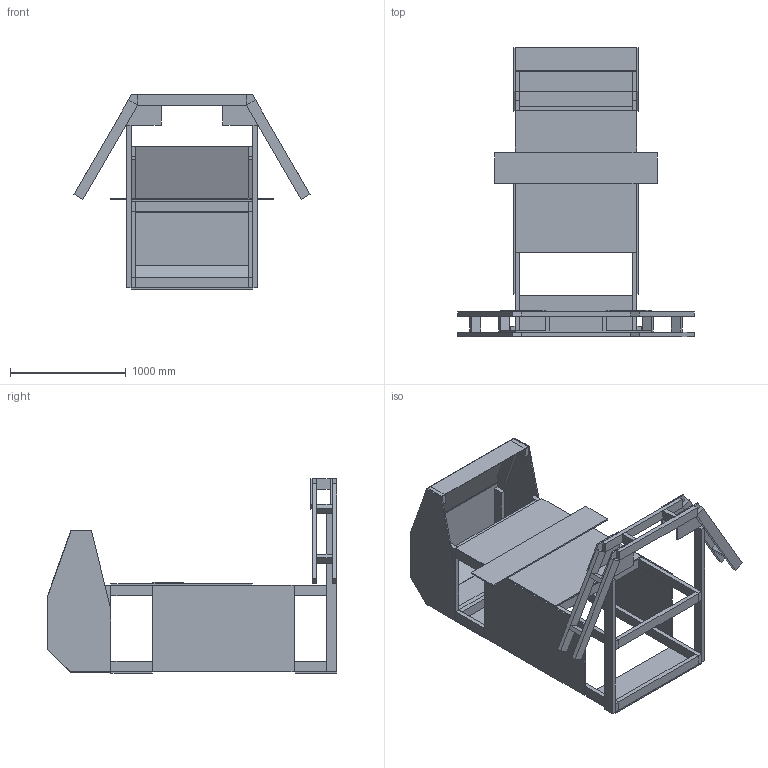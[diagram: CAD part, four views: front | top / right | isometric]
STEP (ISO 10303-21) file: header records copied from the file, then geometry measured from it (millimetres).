
FILE_DESCRIPTION (( 'STEP AP214' ), '1' );
FILE_NAME ('TE-24300.STEP', '2023-12-21T22:47:36', ( '' ), ( '' ), 'SwSTEP 2.0', 'SolidWorks 2022', '' );
FILE_SCHEMA (( 'AUTOMOTIVE_DESIGN' ));
Length unit declared in the file: inch
Products named in the file (33): TE-24306; TE-24317; TE-24309; TE-24321; TE-24323; TE-24333; TE-24334; TE-24308; TE-24322; TE-24304; TE-24316; TE-24305; TE-24315; TE-24324; TE-24330; TE-24318; TE-24327; TE-24331; TE-24332; TE-24313; TE-24301; TE-24300; TE-24319; TE-24320; TE-24307; TE-24303; TE-24302; TE-24325; TE-24312; TE-24311; TE-24326; TE-24314; TE-24310
Assembly tree (59 placements, depth 4):
  TE-24300
    TE-24301
      TE-24303  x2
      TE-24304  x3
      TE-24305
    TE-24302
      TE-24304  x2
      TE-24303  x2
      TE-24306  x2
    TE-24310
      TE-24316  x2
      TE-24311
        TE-24317
        TE-24318  x2
      TE-24312
        TE-24319
        TE-24320  x2
      TE-24313
        TE-24321
        TE-24322  x2
      TE-24314
        TE-24323
        TE-24324  x2
      TE-24326
        TE-24327  x2
        TE-24304  x2
      TE-24315
        TE-24325
        TE-24318  x2
    TE-24307  x2
    TE-24308  x2
    TE-24309
    TE-24330
      TE-24332  x3
        TE-24333
        TE-24334
      TE-24331  x4
Bounding box: 2036.3 x 2495.55 x 1675.61 mm (x, y, z)
Volume: 168036038.8 mm3; surface area: 22920820.7 mm2
Topology: 54 solids, 54 shells, 334 faces, 678 edges, 452 vertices
Faces by surface type: plane 334
Entity records: 4926 total; most frequent: DIRECTION 670, CARTESIAN_POINT 643, ORIENTED_EDGE 528, LINE 264, EDGE_CURVE 264, VECTOR 264, AXIS2_PLACEMENT_3D 203, VERTEX_POINT 176
